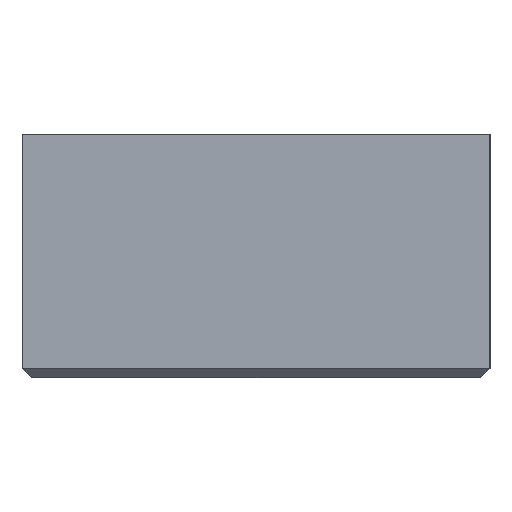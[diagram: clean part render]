
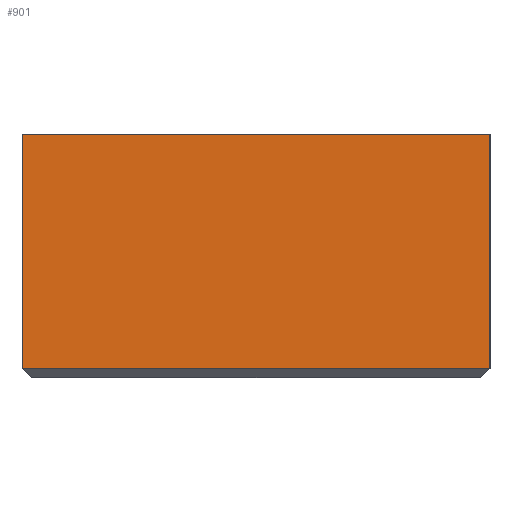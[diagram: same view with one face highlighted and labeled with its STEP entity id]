
A CAD part, left-side view. The second image highlights one B-rep face of the part: STEP entity #901.
In plain terms, the highlighted planar face has unit normal (-1, 0, 0).
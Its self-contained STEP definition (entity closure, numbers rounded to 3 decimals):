
#63=FACE_OUTER_BOUND('',#113,.T.);
#113=EDGE_LOOP('',(#764,#765,#766,#767));
#188=LINE('',#1334,#309);
#193=LINE('',#1344,#314);
#230=LINE('',#1420,#351);
#231=LINE('',#1421,#352);
#309=VECTOR('',#1084,10.);
#314=VECTOR('',#1095,10.);
#351=VECTOR('',#1164,10.);
#352=VECTOR('',#1165,10.);
#414=VERTEX_POINT('',#1325);
#416=VERTEX_POINT('',#1332);
#418=VERTEX_POINT('',#1343);
#441=VERTEX_POINT('',#1419);
#516=EDGE_CURVE('',#416,#414,#188,.T.);
#521=EDGE_CURVE('',#414,#418,#193,.T.);
#558=EDGE_CURVE('',#416,#441,#230,.T.);
#559=EDGE_CURVE('',#418,#441,#231,.T.);
#764=ORIENTED_EDGE('',*,*,#516,.F.);
#765=ORIENTED_EDGE('',*,*,#558,.T.);
#766=ORIENTED_EDGE('',*,*,#559,.F.);
#767=ORIENTED_EDGE('',*,*,#521,.F.);
#856=PLANE('',#964);
#901=ADVANCED_FACE('',(#63),#856,.T.);
#964=AXIS2_PLACEMENT_3D('',#1418,#1162,#1163);
#1084=DIRECTION('',(0.,1.,0.));
#1095=DIRECTION('',(0.,0.,1.));
#1162=DIRECTION('center_axis',(-1.,0.,0.));
#1163=DIRECTION('ref_axis',(0.,-1.,0.));
#1164=DIRECTION('',(0.,0.,1.));
#1165=DIRECTION('',(0.,-1.,0.));
#1325=CARTESIAN_POINT('',(-24.,12.,-0.5));
#1332=CARTESIAN_POINT('',(-24.,-12.,-0.5));
#1334=CARTESIAN_POINT('',(-24.,6.,-0.5));
#1343=CARTESIAN_POINT('',(-24.,12.,11.5));
#1344=CARTESIAN_POINT('',(-24.,12.,0.));
#1418=CARTESIAN_POINT('Origin',(-24.,12.,0.));
#1419=CARTESIAN_POINT('',(-24.,-12.,11.5));
#1420=CARTESIAN_POINT('',(-24.,-12.,0.));
#1421=CARTESIAN_POINT('',(-24.,12.,11.5));
